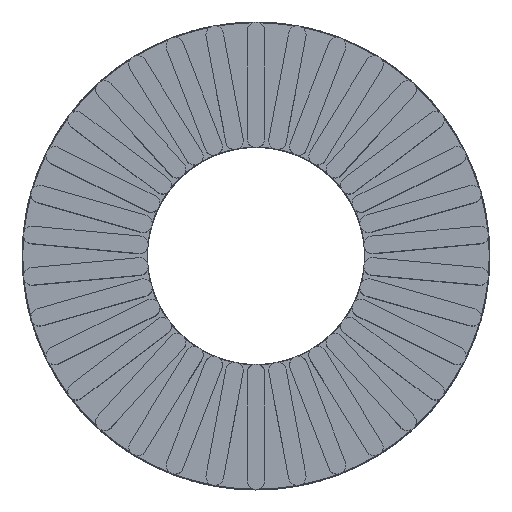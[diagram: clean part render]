
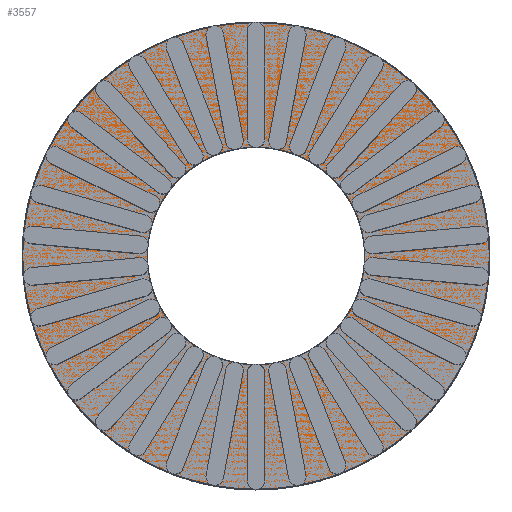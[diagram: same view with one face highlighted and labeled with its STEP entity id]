
A CAD part, top view. The second image highlights one B-rep face of the part: STEP entity #3557.
In plain terms, the highlighted planar face has unit normal (0, 0, 1).
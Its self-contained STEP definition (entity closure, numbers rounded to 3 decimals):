
#9 = EDGE_CURVE ( 'NONE', #9623, #11798, #9371, .T. ) ;
#460 = EDGE_CURVE ( 'NONE', #6930, #1815, #1958, .T. ) ;
#475 = AXIS2_PLACEMENT_3D ( 'NONE', #9675, #477, #8791 ) ;
#477 = DIRECTION ( 'NONE',  ( 0., 0., 1. ) ) ;
#482 = CARTESIAN_POINT ( 'NONE',  ( -0.75, 19.222, 4. ) ) ;
#668 = DIRECTION ( 'NONE',  ( 0., 0., 1. ) ) ;
#887 = EDGE_CURVE ( 'NONE', #1046, #6930, #6243, .T. ) ;
#988 = AXIS2_PLACEMENT_3D ( 'NONE', #4314, #8986, #3513 ) ;
#992 = VERTEX_POINT ( 'NONE', #9092 ) ;
#1046 = VERTEX_POINT ( 'NONE', #3516 ) ;
#1115 = ORIENTED_EDGE ( 'NONE', *, *, #8994, .F. ) ;
#1149 = CARTESIAN_POINT ( 'NONE',  ( 0.75, 19.222, 4. ) ) ;
#1316 = CARTESIAN_POINT ( 'NONE',  ( 20., 0., 4. ) ) ;
#1321 = ORIENTED_EDGE ( 'NONE', *, *, #460, .F. ) ;
#1528 = DIRECTION ( 'NONE',  ( 1., 0., 0. ) ) ;
#1629 = CARTESIAN_POINT ( 'NONE',  ( 0., 10.016, 4. ) ) ;
#1691 = CIRCLE ( 'NONE', #10013, 9.3 ) ;
#1746 = CIRCLE ( 'NONE', #10488, 0.75 ) ;
#1815 = VERTEX_POINT ( 'NONE', #9121 ) ;
#1819 = DIRECTION ( 'NONE',  ( 1., 0., 0. ) ) ;
#1949 = AXIS2_PLACEMENT_3D ( 'NONE', #4995, #7720, #1528 ) ;
#1958 = CIRCLE ( 'NONE', #988, 0.75 ) ;
#2186 = DIRECTION ( 'NONE',  ( 0., 1., 0. ) ) ;
#2255 = CARTESIAN_POINT ( 'NONE',  ( -0.75, 10.016, 4. ) ) ;
#2282 = CARTESIAN_POINT ( 'NONE',  ( 0., 0., 4. ) ) ;
#2441 = PLANE ( 'NONE',  #1949 ) ;
#2464 = EDGE_CURVE ( 'NONE', #5955, #7106, #3316, .T. ) ;
#2580 = ORIENTED_EDGE ( 'NONE', *, *, #2464, .F. ) ;
#3281 = DIRECTION ( 'NONE',  ( 1., 0., 0. ) ) ;
#3316 = CIRCLE ( 'NONE', #9118, 0.75 ) ;
#3428 = CIRCLE ( 'NONE', #5940, 9.3 ) ;
#3513 = DIRECTION ( 'NONE',  ( 1., 0., 0. ) ) ;
#3516 = CARTESIAN_POINT ( 'NONE',  ( 9.3, 0., 4. ) ) ;
#3557 = ADVANCED_FACE ( 'NONE', ( #6856, #5046 ), #2441, .T. ) ;
#3819 = DIRECTION ( 'NONE',  ( 1., 0., 0. ) ) ;
#4086 = ORIENTED_EDGE ( 'NONE', *, *, #6639, .F. ) ;
#4131 = VECTOR ( 'NONE', #6952, 1000. ) ;
#4222 = CARTESIAN_POINT ( 'NONE',  ( 0.215, 9.298, 4. ) ) ;
#4281 = DIRECTION ( 'NONE',  ( 1., 0., 0. ) ) ;
#4314 = CARTESIAN_POINT ( 'NONE',  ( 0., 10.016, 4. ) ) ;
#4525 = EDGE_CURVE ( 'NONE', #9604, #992, #1746, .T. ) ;
#4595 = DIRECTION ( 'NONE',  ( 0., 0., 1. ) ) ;
#4995 = CARTESIAN_POINT ( 'NONE',  ( 0., 0., 4. ) ) ;
#5046 = FACE_OUTER_BOUND ( 'NONE', #6776, .T. ) ;
#5122 = EDGE_CURVE ( 'NONE', #11798, #9623, #5670, .T. ) ;
#5252 = CARTESIAN_POINT ( 'NONE',  ( -9.3, 0., 4. ) ) ;
#5268 = EDGE_CURVE ( 'NONE', #992, #5955, #8728, .T. ) ;
#5490 = CARTESIAN_POINT ( 'NONE',  ( -0.215, 9.298, 4. ) ) ;
#5559 = CARTESIAN_POINT ( 'NONE',  ( 0., 0., 4. ) ) ;
#5670 = CIRCLE ( 'NONE', #11865, 20. ) ;
#5758 = LINE ( 'NONE', #1149, #6203 ) ;
#5940 = AXIS2_PLACEMENT_3D ( 'NONE', #5559, #4595, #11915 ) ;
#5955 = VERTEX_POINT ( 'NONE', #2255 ) ;
#6203 = VECTOR ( 'NONE', #2186, 1000. ) ;
#6243 = CIRCLE ( 'NONE', #7212, 9.3 ) ;
#6331 = ORIENTED_EDGE ( 'NONE', *, *, #5122, .T. ) ;
#6625 = EDGE_LOOP ( 'NONE', ( #1321, #10230, #4086, #7994, #2580, #7998, #8507, #1115 ) ) ;
#6639 = EDGE_CURVE ( 'NONE', #9567, #1046, #3428, .T. ) ;
#6776 = EDGE_LOOP ( 'NONE', ( #8237, #6331 ) ) ;
#6777 = CARTESIAN_POINT ( 'NONE',  ( 0., 0., 4. ) ) ;
#6856 = FACE_BOUND ( 'NONE', #6625, .T. ) ;
#6930 = VERTEX_POINT ( 'NONE', #4222 ) ;
#6952 = DIRECTION ( 'NONE',  ( 0., -1., 0. ) ) ;
#6965 = EDGE_CURVE ( 'NONE', #7106, #9567, #1691, .T. ) ;
#7106 = VERTEX_POINT ( 'NONE', #5490 ) ;
#7212 = AXIS2_PLACEMENT_3D ( 'NONE', #7896, #11573, #3281 ) ;
#7251 = CARTESIAN_POINT ( 'NONE',  ( -20., 0., 4. ) ) ;
#7391 = CARTESIAN_POINT ( 'NONE',  ( 0., 19.222, 4. ) ) ;
#7432 = CARTESIAN_POINT ( 'NONE',  ( 0.75, 19.222, 4. ) ) ;
#7720 = DIRECTION ( 'NONE',  ( 0., 0., 1. ) ) ;
#7866 = DIRECTION ( 'NONE',  ( 0., 0., 1. ) ) ;
#7896 = CARTESIAN_POINT ( 'NONE',  ( 0., 0., 4. ) ) ;
#7994 = ORIENTED_EDGE ( 'NONE', *, *, #6965, .F. ) ;
#7998 = ORIENTED_EDGE ( 'NONE', *, *, #5268, .F. ) ;
#8067 = DIRECTION ( 'NONE',  ( 1., 0., 0. ) ) ;
#8237 = ORIENTED_EDGE ( 'NONE', *, *, #9, .T. ) ;
#8507 = ORIENTED_EDGE ( 'NONE', *, *, #4525, .F. ) ;
#8728 = LINE ( 'NONE', #482, #4131 ) ;
#8791 = DIRECTION ( 'NONE',  ( 1., 0., 0. ) ) ;
#8986 = DIRECTION ( 'NONE',  ( 0., 0., 1. ) ) ;
#8994 = EDGE_CURVE ( 'NONE', #1815, #9604, #5758, .T. ) ;
#9092 = CARTESIAN_POINT ( 'NONE',  ( -0.75, 19.222, 4. ) ) ;
#9118 = AXIS2_PLACEMENT_3D ( 'NONE', #1629, #668, #8067 ) ;
#9121 = CARTESIAN_POINT ( 'NONE',  ( 0.75, 10.016, 4. ) ) ;
#9371 = CIRCLE ( 'NONE', #475, 20. ) ;
#9567 = VERTEX_POINT ( 'NONE', #5252 ) ;
#9604 = VERTEX_POINT ( 'NONE', #7432 ) ;
#9623 = VERTEX_POINT ( 'NONE', #7251 ) ;
#9675 = CARTESIAN_POINT ( 'NONE',  ( 0., 0., 4. ) ) ;
#10013 = AXIS2_PLACEMENT_3D ( 'NONE', #2282, #7866, #4281 ) ;
#10230 = ORIENTED_EDGE ( 'NONE', *, *, #887, .F. ) ;
#10471 = DIRECTION ( 'NONE',  ( 0., 0., 1. ) ) ;
#10488 = AXIS2_PLACEMENT_3D ( 'NONE', #7391, #11087, #1819 ) ;
#11087 = DIRECTION ( 'NONE',  ( 0., 0., 1. ) ) ;
#11573 = DIRECTION ( 'NONE',  ( 0., 0., 1. ) ) ;
#11798 = VERTEX_POINT ( 'NONE', #1316 ) ;
#11865 = AXIS2_PLACEMENT_3D ( 'NONE', #6777, #10471, #3819 ) ;
#11915 = DIRECTION ( 'NONE',  ( 1., 0., 0. ) ) ;
